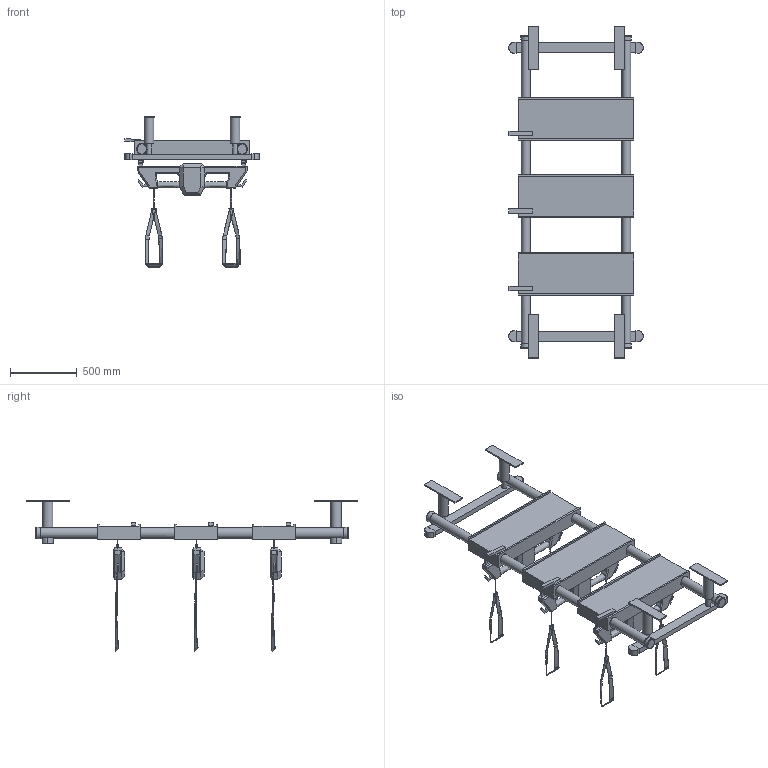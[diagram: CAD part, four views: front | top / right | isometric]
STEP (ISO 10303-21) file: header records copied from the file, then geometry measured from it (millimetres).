
FILE_DESCRIPTION(('FreeCAD Model'),'2;1');
FILE_NAME('Open CASCADE Shape Model','2025-04-29T14:19:57',('FreeCAD'),( 'FreeCAD'),'Open CASCADE STEP processor 7.6','FreeCAD','Unknown');
FILE_SCHEMA(('AUTOMOTIVE_DESIGN { 1 0 10303 214 1 1 1 1 }'));
Products named in the file (1): Open CASCADE STEP translator 7.6 1
Bounding box: 1009.52 x 2492.98 x 1140.28 mm (x, y, z)
Volume: 131283612.9 mm3; surface area: 7161264.8 mm2
Topology: 45 solids, 45 shells, 926 faces, 2377 edges, 1517 vertices
Faces by surface type: bspline 926
Entity records: 62638 total; most frequent: CARTESIAN_POINT 48100, ORIENTED_EDGE 4730, EDGE_CURVE 2365, B_SPLINE_CURVE_WITH_KNOTS 2205, VERTEX_POINT 1511, FACE_BOUND 962, EDGE_LOOP 962, ADVANCED_FACE 926
